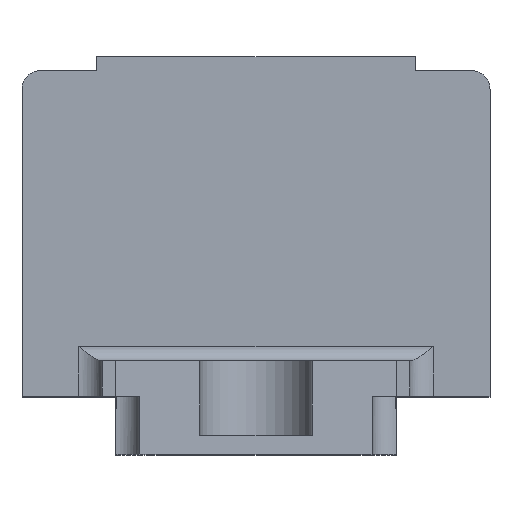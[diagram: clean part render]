
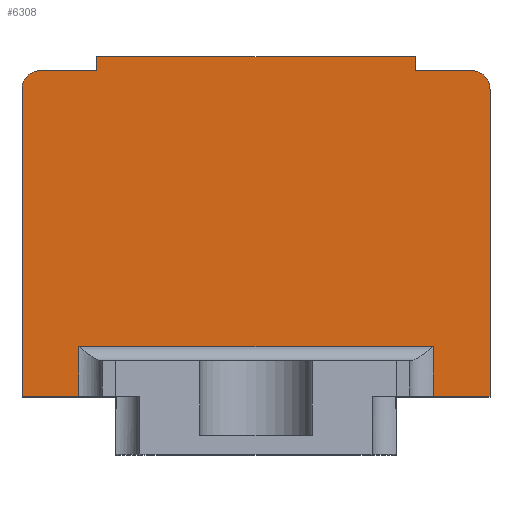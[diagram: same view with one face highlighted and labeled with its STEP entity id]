
A CAD part, top view. The second image highlights one B-rep face of the part: STEP entity #6308.
In plain terms, the highlighted planar face has unit normal (0, 0, 1).
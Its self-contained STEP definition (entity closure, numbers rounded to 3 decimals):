
#395=DIRECTION('',(0.,-1.,0.));
#396=VECTOR('',#395,5.3);
#397=CARTESIAN_POINT('',(-18.913,11.5,72.1));
#398=LINE('',#397,#396);
#413=DIRECTION('',(1.,0.,0.));
#414=VECTOR('',#413,6.);
#415=CARTESIAN_POINT('',(-23.,41.,72.1));
#416=LINE('',#415,#414);
#417=DIRECTION('',(0.,1.,0.));
#418=VECTOR('',#417,1.5);
#419=CARTESIAN_POINT('',(-17.,41.,72.1));
#420=LINE('',#419,#418);
#421=DIRECTION('',(1.,0.,0.));
#422=VECTOR('',#421,34.);
#423=CARTESIAN_POINT('',(-17.,42.5,72.1));
#424=LINE('',#423,#422);
#425=DIRECTION('',(0.,-1.,0.));
#426=VECTOR('',#425,1.5);
#427=CARTESIAN_POINT('',(17.,42.5,72.1));
#428=LINE('',#427,#426);
#429=DIRECTION('',(1.,0.,0.));
#430=VECTOR('',#429,6.);
#431=CARTESIAN_POINT('',(17.,41.,72.1));
#432=LINE('',#431,#430);
#433=DIRECTION('',(0.,-1.,0.));
#434=VECTOR('',#433,32.8);
#435=CARTESIAN_POINT('',(25.,39.,72.1));
#436=LINE('',#435,#434);
#437=DIRECTION('',(-1.,0.,0.));
#438=VECTOR('',#437,6.087);
#439=CARTESIAN_POINT('',(25.,6.2,72.1));
#440=LINE('',#439,#438);
#441=DIRECTION('',(-1.,0.,0.));
#442=VECTOR('',#441,6.087);
#443=CARTESIAN_POINT('',(-18.913,6.2,72.1));
#444=LINE('',#443,#442);
#445=DIRECTION('',(0.,1.,0.));
#446=VECTOR('',#445,32.8);
#447=CARTESIAN_POINT('',(-25.,6.2,72.1));
#448=LINE('',#447,#446);
#453=CARTESIAN_POINT('',(-23.,39.,72.1));
#454=DIRECTION('',(0.,0.,1.));
#455=DIRECTION('',(0.,1.,0.));
#456=AXIS2_PLACEMENT_3D('',#453,#454,#455);
#4131=CARTESIAN_POINT('',(23.,39.,72.1));
#4132=DIRECTION('',(0.,0.,1.));
#4133=DIRECTION('',(1.,0.,0.));
#4134=AXIS2_PLACEMENT_3D('',#4131,#4132,#4133);
#4165=DIRECTION('',(0.,-1.,0.));
#4166=VECTOR('',#4165,5.3);
#4167=CARTESIAN_POINT('',(18.913,11.5,72.1));
#4168=LINE('',#4167,#4166);
#4225=DIRECTION('',(1.,0.,0.));
#4226=VECTOR('',#4225,37.825);
#4227=CARTESIAN_POINT('',(-18.913,11.5,72.1));
#4228=LINE('',#4227,#4226);
#4831=CARTESIAN_POINT('',(-17.,41.,72.1));
#4832=CARTESIAN_POINT('',(-17.,42.5,72.1));
#4833=VERTEX_POINT('',#4831);
#4834=VERTEX_POINT('',#4832);
#4835=CARTESIAN_POINT('',(17.,42.5,72.1));
#4836=VERTEX_POINT('',#4835);
#4837=CARTESIAN_POINT('',(17.,41.,72.1));
#4838=VERTEX_POINT('',#4837);
#4847=CARTESIAN_POINT('',(25.,6.2,72.1));
#4849=VERTEX_POINT('',#4847);
#4851=CARTESIAN_POINT('',(-25.,6.2,72.1));
#4853=VERTEX_POINT('',#4851);
#4923=CARTESIAN_POINT('',(18.913,6.2,72.1));
#4924=VERTEX_POINT('',#4923);
#4929=CARTESIAN_POINT('',(-18.913,6.2,72.1));
#4930=VERTEX_POINT('',#4929);
#4935=CARTESIAN_POINT('',(-18.913,11.5,72.1));
#4936=CARTESIAN_POINT('',(18.913,11.5,72.1));
#4937=VERTEX_POINT('',#4935);
#4938=VERTEX_POINT('',#4936);
#5100=CARTESIAN_POINT('',(-23.,41.,72.1));
#5102=VERTEX_POINT('',#5100);
#5103=CARTESIAN_POINT('',(-25.,39.,72.1));
#5104=VERTEX_POINT('',#5103);
#5108=CARTESIAN_POINT('',(25.,39.,72.1));
#5110=VERTEX_POINT('',#5108);
#5111=CARTESIAN_POINT('',(23.,41.,72.1));
#5112=VERTEX_POINT('',#5111);
#6276=CARTESIAN_POINT('',(0.,0.,72.1));
#6277=DIRECTION('',(0.,0.,-1.));
#6278=DIRECTION('',(-1.,0.,0.));
#6279=AXIS2_PLACEMENT_3D('',#6276,#6277,#6278);
#6280=PLANE('',#6279);
#6282=ORIENTED_EDGE('',*,*,#6281,.F.);
#6284=ORIENTED_EDGE('',*,*,#6283,.T.);
#6286=ORIENTED_EDGE('',*,*,#6285,.T.);
#6288=ORIENTED_EDGE('',*,*,#6287,.T.);
#6290=ORIENTED_EDGE('',*,*,#6289,.T.);
#6292=ORIENTED_EDGE('',*,*,#6291,.T.);
#6294=ORIENTED_EDGE('',*,*,#6293,.F.);
#6296=ORIENTED_EDGE('',*,*,#6295,.T.);
#6297=ORIENTED_EDGE('',*,*,#5920,.T.);
#6299=ORIENTED_EDGE('',*,*,#6298,.F.);
#6301=ORIENTED_EDGE('',*,*,#6300,.F.);
#6302=ORIENTED_EDGE('',*,*,#6266,.T.);
#6303=ORIENTED_EDGE('',*,*,#6183,.T.);
#6305=ORIENTED_EDGE('',*,*,#6304,.T.);
#6306=EDGE_LOOP('',(#6282,#6284,#6286,#6288,#6290,#6292,#6294,#6296,#6297,#6299,
#6301,#6302,#6303,#6305));
#6307=FACE_OUTER_BOUND('',#6306,.F.);
#6308=ADVANCED_FACE('',(#6307),#6280,.F.);
#457=CIRCLE('',#456,2.);
#4135=CIRCLE('',#4134,2.);
#5920=EDGE_CURVE('',#4849,#4924,#440,.T.);
#6183=EDGE_CURVE('',#4930,#4853,#444,.T.);
#6266=EDGE_CURVE('',#4937,#4930,#398,.T.);
#6281=EDGE_CURVE('',#5102,#5104,#457,.T.);
#6283=EDGE_CURVE('',#5102,#4833,#416,.T.);
#6285=EDGE_CURVE('',#4833,#4834,#420,.T.);
#6287=EDGE_CURVE('',#4834,#4836,#424,.T.);
#6289=EDGE_CURVE('',#4836,#4838,#428,.T.);
#6291=EDGE_CURVE('',#4838,#5112,#432,.T.);
#6293=EDGE_CURVE('',#5110,#5112,#4135,.T.);
#6295=EDGE_CURVE('',#5110,#4849,#436,.T.);
#6298=EDGE_CURVE('',#4938,#4924,#4168,.T.);
#6300=EDGE_CURVE('',#4937,#4938,#4228,.T.);
#6304=EDGE_CURVE('',#4853,#5104,#448,.T.);
